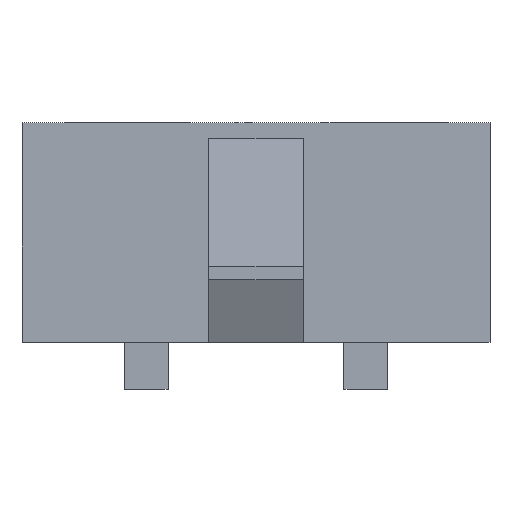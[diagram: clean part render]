
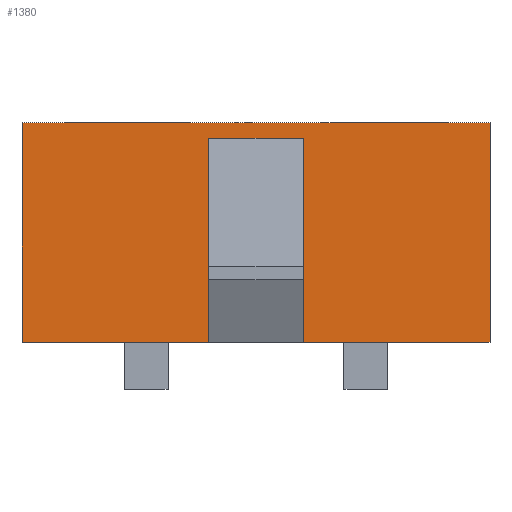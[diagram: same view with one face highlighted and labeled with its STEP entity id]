
A CAD part, front view. The second image highlights one B-rep face of the part: STEP entity #1380.
In plain terms, the highlighted planar face has unit normal (0, -1, 0).
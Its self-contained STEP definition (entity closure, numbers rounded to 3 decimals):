
#118=ORIENTED_EDGE('',*,*,#513,.F.);
#119=ORIENTED_EDGE('',*,*,#514,.T.);
#120=ORIENTED_EDGE('',*,*,#515,.F.);
#121=ORIENTED_EDGE('',*,*,#516,.F.);
#122=ORIENTED_EDGE('',*,*,#443,.T.);
#123=ORIENTED_EDGE('',*,*,#517,.T.);
#124=ORIENTED_EDGE('',*,*,#518,.F.);
#125=ORIENTED_EDGE('',*,*,#519,.F.);
#443=EDGE_CURVE('',#648,#647,#783,.T.);
#513=EDGE_CURVE('',#707,#708,#853,.T.);
#514=EDGE_CURVE('',#707,#709,#854,.T.);
#515=EDGE_CURVE('',#710,#709,#855,.T.);
#516=EDGE_CURVE('',#648,#710,#856,.T.);
#517=EDGE_CURVE('',#647,#711,#857,.T.);
#518=EDGE_CURVE('',#712,#711,#858,.T.);
#519=EDGE_CURVE('',#708,#712,#859,.T.);
#647=VERTEX_POINT('',#1900);
#648=VERTEX_POINT('',#1902);
#707=VERTEX_POINT('',#2042);
#708=VERTEX_POINT('',#2043);
#709=VERTEX_POINT('',#2045);
#710=VERTEX_POINT('',#2047);
#711=VERTEX_POINT('',#2050);
#712=VERTEX_POINT('',#2052);
#783=LINE('',#1901,#975);
#853=LINE('',#2041,#1045);
#854=LINE('',#2044,#1046);
#855=LINE('',#2046,#1047);
#856=LINE('',#2048,#1048);
#857=LINE('',#2049,#1049);
#858=LINE('',#2051,#1050);
#859=LINE('',#2053,#1051);
#975=VECTOR('',#1541,1000.);
#1045=VECTOR('',#1633,1000.);
#1046=VECTOR('',#1634,1000.);
#1047=VECTOR('',#1635,1000.);
#1048=VECTOR('',#1636,1000.);
#1049=VECTOR('',#1637,1000.);
#1050=VECTOR('',#1638,1000.);
#1051=VECTOR('',#1639,1000.);
#1175=EDGE_LOOP('',(#118,#119,#120,#121,#122,#123,#124,#125));
#1247=FACE_BOUND('',#1175,.T.);
#1317=PLANE('',#1462);
#1380=ADVANCED_FACE('',(#1247),#1317,.F.);
#1462=AXIS2_PLACEMENT_3D('',#2040,#1631,#1632);
#1541=DIRECTION('',(-1.,0.,0.));
#1631=DIRECTION('',(0.,1.,0.));
#1632=DIRECTION('',(0.,0.,1.));
#1633=DIRECTION('',(-1.,0.,0.));
#1634=DIRECTION('',(0.,0.,-1.));
#1635=DIRECTION('',(-1.,0.,0.));
#1636=DIRECTION('',(0.,0.,-1.));
#1637=DIRECTION('',(0.,0.,-1.));
#1638=DIRECTION('',(-1.,0.,0.));
#1639=DIRECTION('',(0.,0.,-1.));
#1900=CARTESIAN_POINT('',(0.,1.4,7.));
#1901=CARTESIAN_POINT('',(14.9,1.4,7.));
#1902=CARTESIAN_POINT('',(14.9,1.4,7.));
#2040=CARTESIAN_POINT('',(14.9,1.4,7.));
#2041=CARTESIAN_POINT('',(8.95,1.4,6.5));
#2042=CARTESIAN_POINT('',(8.95,1.4,6.5));
#2043=CARTESIAN_POINT('',(5.95,1.4,6.5));
#2044=CARTESIAN_POINT('',(8.95,1.4,7.));
#2045=CARTESIAN_POINT('',(8.95,1.4,0.));
#2046=CARTESIAN_POINT('',(14.9,1.4,0.));
#2047=CARTESIAN_POINT('',(14.9,1.4,0.));
#2048=CARTESIAN_POINT('',(14.9,1.4,7.));
#2049=CARTESIAN_POINT('',(0.,1.4,7.));
#2050=CARTESIAN_POINT('',(0.,1.4,0.));
#2051=CARTESIAN_POINT('',(14.9,1.4,0.));
#2052=CARTESIAN_POINT('',(5.95,1.4,0.));
#2053=CARTESIAN_POINT('',(5.95,1.4,7.));
